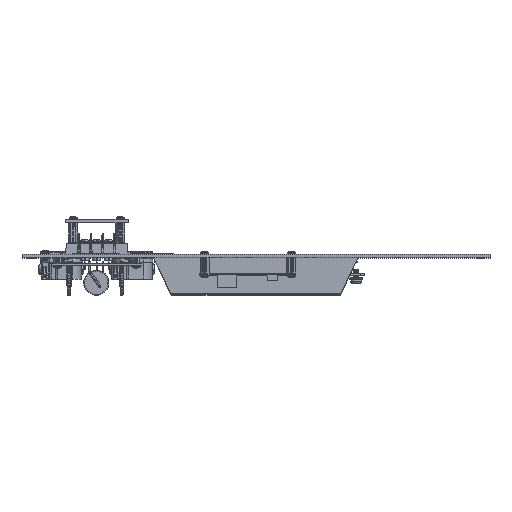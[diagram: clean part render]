
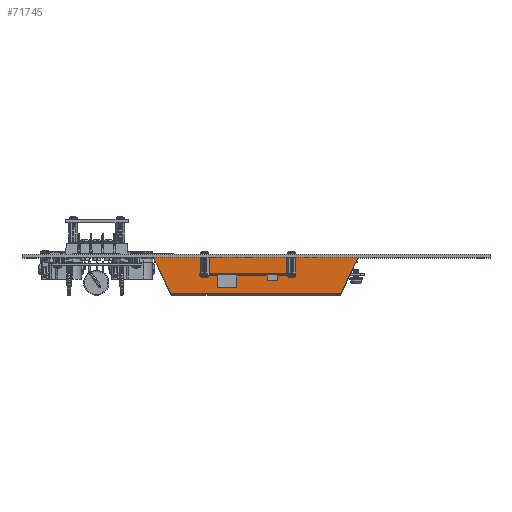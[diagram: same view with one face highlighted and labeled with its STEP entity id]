
A CAD part, top view. The second image highlights one B-rep face of the part: STEP entity #71745.
In plain terms, the highlighted face is planar.
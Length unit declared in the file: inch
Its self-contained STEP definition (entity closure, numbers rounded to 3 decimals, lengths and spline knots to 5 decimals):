
#11566 = VERTEX_POINT ( 'NONE', #89812 ) ;
#11591 = CARTESIAN_POINT ( 'NONE',  ( -2.70174, 1.155, -1.194 ) ) ;
#12467 = EDGE_CURVE ( 'NONE', #52418, #55629, #80813, .T. ) ;
#21099 = EDGE_LOOP ( 'NONE', ( #75366, #87789, #101956, #44527 ) ) ;
#24991 = VECTOR ( 'NONE', #61598, 39.37008 ) ;
#28399 = EDGE_CURVE ( 'NONE', #11566, #55629, #48168, .T. ) ;
#29802 = CARTESIAN_POINT ( 'NONE',  ( 2.70174, 1.155, -1.194 ) ) ;
#30304 = EDGE_CURVE ( 'NONE', #33130, #11566, #55551, .T. ) ;
#30384 = DIRECTION ( 'NONE',  ( 0., 0., 1. ) ) ;
#30737 = FACE_OUTER_BOUND ( 'NONE', #21099, .T. ) ;
#30762 = DIRECTION ( 'NONE',  ( 1., 0., 0. ) ) ;
#31522 = PLANE ( 'NONE',  #49857 ) ;
#32783 = VECTOR ( 'NONE', #54506, 39.37008 ) ;
#33130 = VERTEX_POINT ( 'NONE', #90810 ) ;
#43139 = CARTESIAN_POINT ( 'NONE',  ( 3.25, 1.155, -1.194 ) ) ;
#44527 = ORIENTED_EDGE ( 'NONE', *, *, #30304, .F. ) ;
#48168 = LINE ( 'NONE', #60168, #58931 ) ;
#49857 = AXIS2_PLACEMENT_3D ( 'NONE', #91022, #30384, #30762 ) ;
#52418 = VERTEX_POINT ( 'NONE', #11591 ) ;
#54506 = DIRECTION ( 'NONE',  ( 1., 0., 0. ) ) ;
#55551 = LINE ( 'NONE', #71977, #32783 ) ;
#55629 = VERTEX_POINT ( 'NONE', #29802 ) ;
#58030 = VECTOR ( 'NONE', #60755, 39.37008 ) ;
#58931 = VECTOR ( 'NONE', #84519, 39.37008 ) ;
#60168 = CARTESIAN_POINT ( 'NONE',  ( 2.6875, 1.185, -1.194 ) ) ;
#60755 = DIRECTION ( 'NONE',  ( 1., 0., 0. ) ) ;
#61598 = DIRECTION ( 'NONE',  ( -0.429, -0.903, 0. ) ) ;
#66420 = LINE ( 'NONE', #86700, #24991 ) ;
#69293 = EDGE_CURVE ( 'NONE', #52418, #33130, #66420, .T. ) ;
#71745 = ADVANCED_FACE ( 'NONE', ( #30737 ), #31522, .F. ) ;
#71977 = CARTESIAN_POINT ( 'NONE',  ( -3.25, 0., -1.194 ) ) ;
#75366 = ORIENTED_EDGE ( 'NONE', *, *, #69293, .F. ) ;
#80813 = LINE ( 'NONE', #43139, #58030 ) ;
#84519 = DIRECTION ( 'NONE',  ( -0.429, 0.903, 0. ) ) ;
#86700 = CARTESIAN_POINT ( 'NONE',  ( -2.6875, 1.185, -1.194 ) ) ;
#87789 = ORIENTED_EDGE ( 'NONE', *, *, #12467, .T. ) ;
#89812 = CARTESIAN_POINT ( 'NONE',  ( 3.25, 0., -1.194 ) ) ;
#90810 = CARTESIAN_POINT ( 'NONE',  ( -3.25, 0., -1.194 ) ) ;
#91022 = CARTESIAN_POINT ( 'NONE',  ( 3.25, 0., -1.194 ) ) ;
#101956 = ORIENTED_EDGE ( 'NONE', *, *, #28399, .F. ) ;
